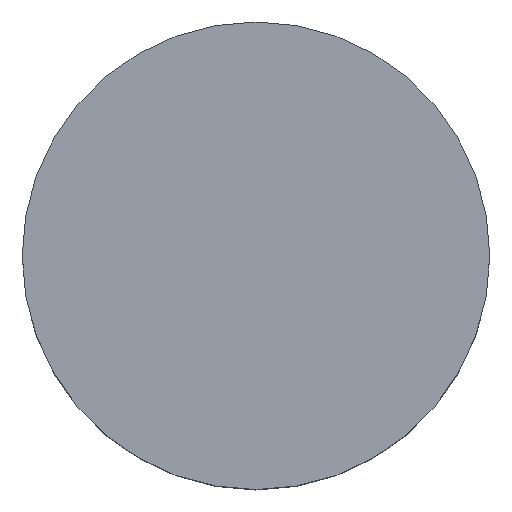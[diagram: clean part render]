
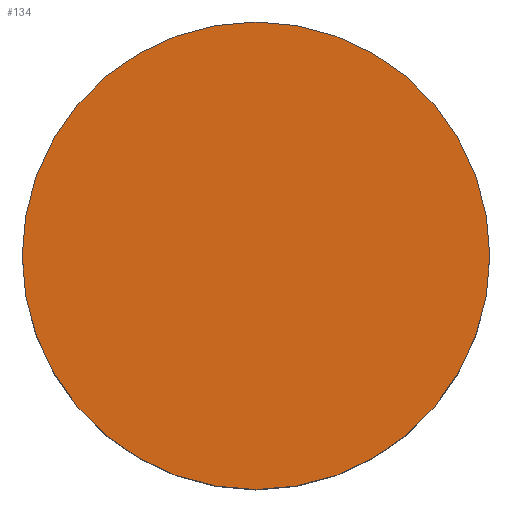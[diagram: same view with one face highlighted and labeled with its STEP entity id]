
A CAD part, top view. The second image highlights one B-rep face of the part: STEP entity #134.
In plain terms, the highlighted planar face has unit normal (0, 0, 1).
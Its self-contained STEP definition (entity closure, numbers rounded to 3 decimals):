
#2 = EDGE_LOOP ( 'NONE', ( #57, #4 ) ) ;
#4 = ORIENTED_EDGE ( 'NONE', *, *, #120, .T. ) ;
#35 = AXIS2_PLACEMENT_3D ( 'NONE', #169, #49, #168 ) ;
#49 = DIRECTION ( 'NONE',  ( 0., 0., 1. ) ) ;
#57 = ORIENTED_EDGE ( 'NONE', *, *, #69, .T. ) ;
#60 = FACE_OUTER_BOUND ( 'NONE', #2, .T. ) ;
#69 = EDGE_CURVE ( 'NONE', #79, #175, #108, .T. ) ;
#72 = CARTESIAN_POINT ( 'NONE',  ( -50., 0., 50. ) ) ;
#79 = VERTEX_POINT ( 'NONE', #72 ) ;
#80 = DIRECTION ( 'NONE',  ( 0., 0., 1. ) ) ;
#92 = CARTESIAN_POINT ( 'NONE',  ( 0., 0., 50. ) ) ;
#104 = AXIS2_PLACEMENT_3D ( 'NONE', #92, #159, #123 ) ;
#108 = CIRCLE ( 'NONE', #104, 50. ) ;
#111 = CARTESIAN_POINT ( 'NONE',  ( 0., 0., 50. ) ) ;
#120 = EDGE_CURVE ( 'NONE', #175, #79, #172, .T. ) ;
#123 = DIRECTION ( 'NONE',  ( 1., 0., 0. ) ) ;
#134 = ADVANCED_FACE ( 'NONE', ( #60 ), #149, .T. ) ;
#135 = DIRECTION ( 'NONE',  ( 1., 0., 0. ) ) ;
#142 = AXIS2_PLACEMENT_3D ( 'NONE', #111, #80, #135 ) ;
#149 = PLANE ( 'NONE',  #142 ) ;
#159 = DIRECTION ( 'NONE',  ( 0., 0., 1. ) ) ;
#165 = CARTESIAN_POINT ( 'NONE',  ( 50., 0., 50. ) ) ;
#168 = DIRECTION ( 'NONE',  ( 1., 0., 0. ) ) ;
#169 = CARTESIAN_POINT ( 'NONE',  ( 0., 0., 50. ) ) ;
#172 = CIRCLE ( 'NONE', #35, 50. ) ;
#175 = VERTEX_POINT ( 'NONE', #165 ) ;
